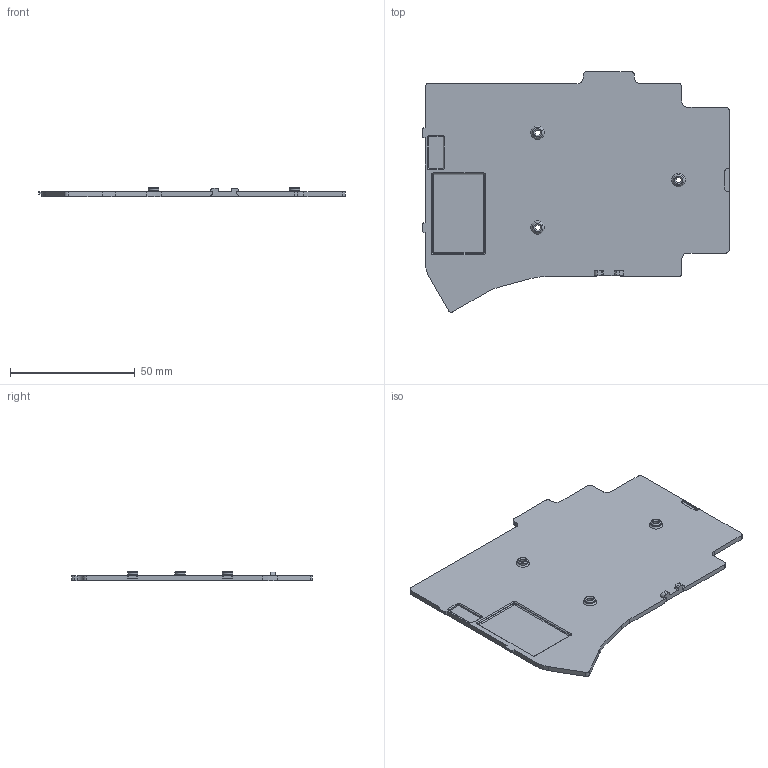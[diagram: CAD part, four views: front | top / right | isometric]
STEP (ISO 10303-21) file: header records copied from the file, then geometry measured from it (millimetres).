
FILE_DESCRIPTION(('FreeCAD Model'),'2;1');
FILE_NAME('Open CASCADE Shape Model','2025-01-10T16:31:57',(''),(''), 'Open CASCADE STEP processor 7.6','FreeCAD','Unknown');
FILE_SCHEMA(('AUTOMOTIVE_DESIGN { 1 0 10303 214 1 1 1 1 }'));
Length unit declared in the file: millimetre
Products named in the file (1): Bottom-Mirrored
Bounding box: 122.65 x 96.38 x 3.7 mm (x, y, z)
Volume: 17809 mm3; surface area: 20066 mm2
Topology: 1 solids, 1 shells, 172 faces, 440 edges, 283 vertices
Faces by surface type: plane 96, cylinder 55, cone 11, torus 6, revolution 4
Full cylindrical faces by diameter (mm): 2.2 x3, 4.2 x3
Entity records: 5255 total; most frequent: CARTESIAN_POINT 924, DIRECTION 919, ORIENTED_EDGE 880, EDGE_CURVE 440, AXIS2_PLACEMENT_3D 306, LINE 303, VECTOR 303, VERTEX_POINT 283
